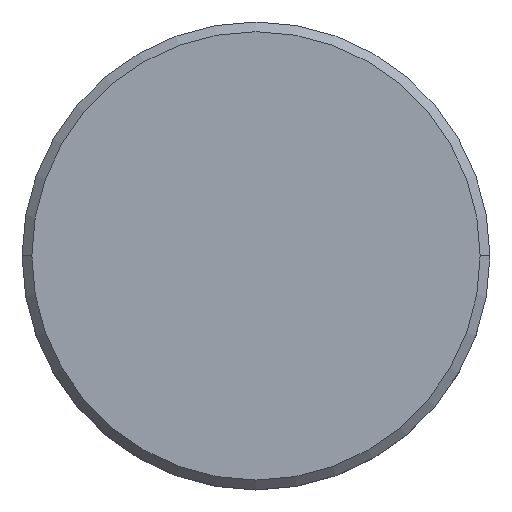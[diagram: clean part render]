
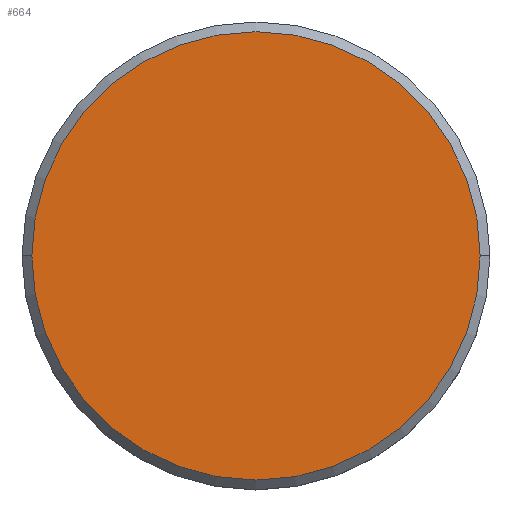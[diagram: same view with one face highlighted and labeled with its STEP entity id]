
A CAD part, top view. The second image highlights one B-rep face of the part: STEP entity #664.
In plain terms, the highlighted planar face has unit normal (0, 0, 1).
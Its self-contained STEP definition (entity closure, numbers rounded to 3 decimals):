
#32 = CARTESIAN_POINT ( 'NONE',  ( -11.5, 0., 0. ) ) ;
#104 = CIRCLE ( 'NONE', #762, 11.5 ) ;
#136 = VERTEX_POINT ( 'NONE', #32 ) ;
#203 = DIRECTION ( 'NONE',  ( 0., 0., 1. ) ) ;
#256 = EDGE_LOOP ( 'NONE', ( #1058, #767 ) ) ;
#305 = PLANE ( 'NONE',  #1013 ) ;
#388 = CARTESIAN_POINT ( 'NONE',  ( 0., 0., 0. ) ) ;
#432 = VERTEX_POINT ( 'NONE', #1016 ) ;
#603 = AXIS2_PLACEMENT_3D ( 'NONE', #968, #785, #1050 ) ;
#664 = ADVANCED_FACE ( 'NONE', ( #1108 ), #305, .T. ) ;
#741 = DIRECTION ( 'NONE',  ( 1., 0., 0. ) ) ;
#762 = AXIS2_PLACEMENT_3D ( 'NONE', #388, #203, #741 ) ;
#767 = ORIENTED_EDGE ( 'NONE', *, *, #809, .T. ) ;
#785 = DIRECTION ( 'NONE',  ( 0., 0., 1. ) ) ;
#802 = CIRCLE ( 'NONE', #603, 11.5 ) ;
#809 = EDGE_CURVE ( 'NONE', #432, #136, #802, .T. ) ;
#836 = CARTESIAN_POINT ( 'NONE',  ( 0., 0., 0. ) ) ;
#941 = DIRECTION ( 'NONE',  ( 0., 0., 1. ) ) ;
#968 = CARTESIAN_POINT ( 'NONE',  ( 0., 0., 0. ) ) ;
#1013 = AXIS2_PLACEMENT_3D ( 'NONE', #836, #941, #1032 ) ;
#1016 = CARTESIAN_POINT ( 'NONE',  ( 11.5, 0., 0. ) ) ;
#1032 = DIRECTION ( 'NONE',  ( 1., 0., 0. ) ) ;
#1050 = DIRECTION ( 'NONE',  ( 1., 0., 0. ) ) ;
#1058 = ORIENTED_EDGE ( 'NONE', *, *, #1079, .T. ) ;
#1079 = EDGE_CURVE ( 'NONE', #136, #432, #104, .T. ) ;
#1108 = FACE_OUTER_BOUND ( 'NONE', #256, .T. ) ;
